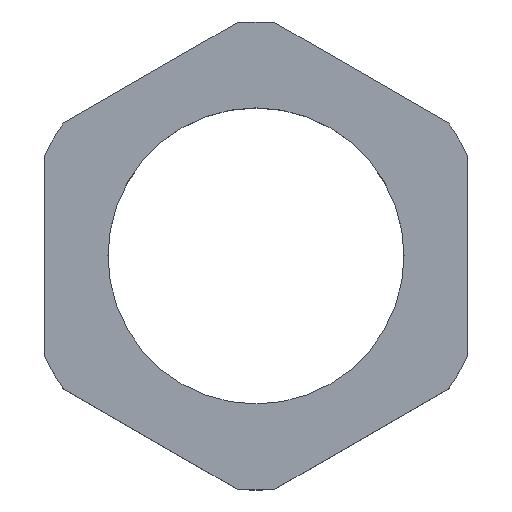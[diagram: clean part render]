
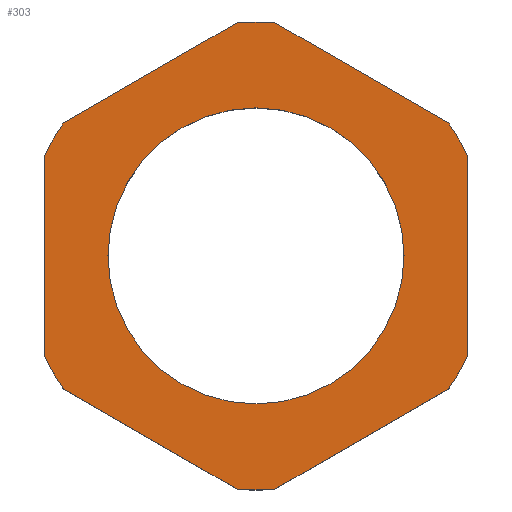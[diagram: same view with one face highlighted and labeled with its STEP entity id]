
A CAD part, top view. The second image highlights one B-rep face of the part: STEP entity #303.
In plain terms, the highlighted planar face has unit normal (0, 0, 1).
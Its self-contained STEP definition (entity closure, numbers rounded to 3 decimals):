
#2 = LINE ( 'NONE', #250, #139 ) ;
#5 = LINE ( 'NONE', #39, #430 ) ;
#7 = EDGE_CURVE ( 'NONE', #155, #422, #466, .T. ) ;
#11 = DIRECTION ( 'NONE',  ( 1., 0., 0. ) ) ;
#16 = CARTESIAN_POINT ( 'NONE',  ( -0.671, 8.273, 3. ) ) ;
#19 = CARTESIAN_POINT ( 'NONE',  ( -0.671, -8.273, 3. ) ) ;
#26 = DIRECTION ( 'NONE',  ( 0.866, -0.5, 0. ) ) ;
#27 = CARTESIAN_POINT ( 'NONE',  ( 7.5, -3.555, 3. ) ) ;
#34 = CARTESIAN_POINT ( 'NONE',  ( -0.671, 8.273, 3. ) ) ;
#38 = ORIENTED_EDGE ( 'NONE', *, *, #441, .T. ) ;
#39 = CARTESIAN_POINT ( 'NONE',  ( 6.829, 4.718, 3. ) ) ;
#50 = ORIENTED_EDGE ( 'NONE', *, *, #549, .T. ) ;
#55 = VERTEX_POINT ( 'NONE', #328 ) ;
#57 = EDGE_CURVE ( 'NONE', #149, #290, #5, .T. ) ;
#59 = VECTOR ( 'NONE', #63, 1000. ) ;
#62 = CARTESIAN_POINT ( 'NONE',  ( 0., 0., 3. ) ) ;
#63 = DIRECTION ( 'NONE',  ( -0.866, -0.5, 0. ) ) ;
#65 = DIRECTION ( 'NONE',  ( 1., 0., 0. ) ) ;
#66 = DIRECTION ( 'NONE',  ( 1., 0., 0. ) ) ;
#68 = CARTESIAN_POINT ( 'NONE',  ( 0., 0., 3. ) ) ;
#71 = LINE ( 'NONE', #362, #399 ) ;
#76 = FACE_BOUND ( 'NONE', #252, .T. ) ;
#78 = CARTESIAN_POINT ( 'NONE',  ( 6.829, 4.718, 3. ) ) ;
#79 = EDGE_CURVE ( 'NONE', #422, #529, #100, .T. ) ;
#90 = DIRECTION ( 'NONE',  ( 0., 1., 0. ) ) ;
#95 = DIRECTION ( 'NONE',  ( 1., 0., 0. ) ) ;
#97 = VECTOR ( 'NONE', #90, 1000. ) ;
#100 = CIRCLE ( 'NONE', #222, 8.3 ) ;
#108 = DIRECTION ( 'NONE',  ( 1., 0., 0. ) ) ;
#115 = CARTESIAN_POINT ( 'NONE',  ( 7.5, -3.555, 3. ) ) ;
#122 = DIRECTION ( 'NONE',  ( 0., 0., 1. ) ) ;
#126 = DIRECTION ( 'NONE',  ( -0.866, 0.5, 0. ) ) ;
#127 = VERTEX_POINT ( 'NONE', #450 ) ;
#139 = VECTOR ( 'NONE', #406, 1000. ) ;
#148 = AXIS2_PLACEMENT_3D ( 'NONE', #68, #397, #95 ) ;
#149 = VERTEX_POINT ( 'NONE', #78 ) ;
#150 = ORIENTED_EDGE ( 'NONE', *, *, #7, .T. ) ;
#155 = VERTEX_POINT ( 'NONE', #490 ) ;
#156 = DIRECTION ( 'NONE',  ( 0., 0., 1. ) ) ;
#157 = ORIENTED_EDGE ( 'NONE', *, *, #79, .T. ) ;
#158 = PLANE ( 'NONE',  #458 ) ;
#171 = DIRECTION ( 'NONE',  ( 1., 0., 0. ) ) ;
#173 = CARTESIAN_POINT ( 'NONE',  ( 0., 0., 3. ) ) ;
#176 = AXIS2_PLACEMENT_3D ( 'NONE', #536, #122, #494 ) ;
#180 = EDGE_CURVE ( 'NONE', #529, #265, #71, .T. ) ;
#181 = AXIS2_PLACEMENT_3D ( 'NONE', #437, #156, #108 ) ;
#182 = LINE ( 'NONE', #16, #59 ) ;
#190 = CIRCLE ( 'NONE', #480, 8.3 ) ;
#197 = VERTEX_POINT ( 'NONE', #115 ) ;
#203 = CARTESIAN_POINT ( 'NONE',  ( -7.5, -3.555, 3. ) ) ;
#207 = EDGE_CURVE ( 'NONE', #290, #434, #387, .T. ) ;
#208 = ORIENTED_EDGE ( 'NONE', *, *, #180, .T. ) ;
#212 = ORIENTED_EDGE ( 'NONE', *, *, #57, .T. ) ;
#213 = LINE ( 'NONE', #27, #97 ) ;
#214 = CARTESIAN_POINT ( 'NONE',  ( 0., 0., 3. ) ) ;
#216 = VERTEX_POINT ( 'NONE', #360 ) ;
#220 = DIRECTION ( 'NONE',  ( 0., -1., 0. ) ) ;
#222 = AXIS2_PLACEMENT_3D ( 'NONE', #214, #452, #171 ) ;
#234 = ORIENTED_EDGE ( 'NONE', *, *, #461, .T. ) ;
#243 = CARTESIAN_POINT ( 'NONE',  ( 0., 0., 3. ) ) ;
#245 = DIRECTION ( 'NONE',  ( 1., 0., 0. ) ) ;
#247 = CIRCLE ( 'NONE', #280, 8.3 ) ;
#249 = CARTESIAN_POINT ( 'NONE',  ( 7.5, 3.555, 3. ) ) ;
#250 = CARTESIAN_POINT ( 'NONE',  ( 0.671, -8.273, 3. ) ) ;
#252 = EDGE_LOOP ( 'NONE', ( #522, #509 ) ) ;
#253 = VECTOR ( 'NONE', #220, 1000. ) ;
#265 = VERTEX_POINT ( 'NONE', #19 ) ;
#272 = ORIENTED_EDGE ( 'NONE', *, *, #207, .T. ) ;
#273 = CARTESIAN_POINT ( 'NONE',  ( -5.25, 0., 3. ) ) ;
#278 = ORIENTED_EDGE ( 'NONE', *, *, #338, .T. ) ;
#280 = AXIS2_PLACEMENT_3D ( 'NONE', #243, #482, #356 ) ;
#281 = CARTESIAN_POINT ( 'NONE',  ( 0., 0., 3. ) ) ;
#290 = VERTEX_POINT ( 'NONE', #481 ) ;
#294 = ORIENTED_EDGE ( 'NONE', *, *, #432, .T. ) ;
#303 = ADVANCED_FACE ( 'NONE', ( #76, #404 ), #158, .T. ) ;
#308 = EDGE_CURVE ( 'NONE', #353, #127, #392, .T. ) ;
#309 = DIRECTION ( 'NONE',  ( 0., 0., 1. ) ) ;
#325 = CIRCLE ( 'NONE', #176, 8.3 ) ;
#328 = CARTESIAN_POINT ( 'NONE',  ( 0.671, -8.273, 3. ) ) ;
#338 = EDGE_CURVE ( 'NONE', #434, #382, #182, .T. ) ;
#342 = EDGE_CURVE ( 'NONE', #216, #197, #380, .T. ) ;
#344 = ORIENTED_EDGE ( 'NONE', *, *, #342, .T. ) ;
#349 = ORIENTED_EDGE ( 'NONE', *, *, #393, .T. ) ;
#351 = DIRECTION ( 'NONE',  ( 0., 0., 1. ) ) ;
#352 = DIRECTION ( 'NONE',  ( 0., 0., 1. ) ) ;
#353 = VERTEX_POINT ( 'NONE', #273 ) ;
#356 = DIRECTION ( 'NONE',  ( 1., 0., 0. ) ) ;
#360 = CARTESIAN_POINT ( 'NONE',  ( 6.829, -4.718, 3. ) ) ;
#362 = CARTESIAN_POINT ( 'NONE',  ( -6.829, -4.718, 3. ) ) ;
#380 = CIRCLE ( 'NONE', #511, 8.3 ) ;
#382 = VERTEX_POINT ( 'NONE', #475 ) ;
#387 = CIRCLE ( 'NONE', #433, 8.3 ) ;
#392 = CIRCLE ( 'NONE', #181, 5.25 ) ;
#393 = EDGE_CURVE ( 'NONE', #265, #55, #190, .T. ) ;
#395 = CARTESIAN_POINT ( 'NONE',  ( 0., 0., 3. ) ) ;
#397 = DIRECTION ( 'NONE',  ( 0., 0., 1. ) ) ;
#399 = VECTOR ( 'NONE', #26, 1000. ) ;
#404 = FACE_OUTER_BOUND ( 'NONE', #470, .T. ) ;
#406 = DIRECTION ( 'NONE',  ( 0.866, 0.5, 0. ) ) ;
#422 = VERTEX_POINT ( 'NONE', #203 ) ;
#424 = EDGE_CURVE ( 'NONE', #127, #353, #451, .T. ) ;
#430 = VECTOR ( 'NONE', #126, 1000. ) ;
#432 = EDGE_CURVE ( 'NONE', #496, #149, #325, .T. ) ;
#433 = AXIS2_PLACEMENT_3D ( 'NONE', #281, #526, #245 ) ;
#434 = VERTEX_POINT ( 'NONE', #34 ) ;
#437 = CARTESIAN_POINT ( 'NONE',  ( 0., 0., 3. ) ) ;
#441 = EDGE_CURVE ( 'NONE', #55, #216, #2, .T. ) ;
#450 = CARTESIAN_POINT ( 'NONE',  ( 5.25, 0., 3. ) ) ;
#451 = CIRCLE ( 'NONE', #148, 5.25 ) ;
#452 = DIRECTION ( 'NONE',  ( 0., 0., 1. ) ) ;
#458 = AXIS2_PLACEMENT_3D ( 'NONE', #395, #351, #65 ) ;
#461 = EDGE_CURVE ( 'NONE', #382, #155, #247, .T. ) ;
#463 = CARTESIAN_POINT ( 'NONE',  ( -6.829, -4.718, 3. ) ) ;
#466 = LINE ( 'NONE', #501, #253 ) ;
#470 = EDGE_LOOP ( 'NONE', ( #234, #150, #157, #208, #349, #38, #344, #50, #294, #212, #272, #278 ) ) ;
#475 = CARTESIAN_POINT ( 'NONE',  ( -6.829, 4.718, 3. ) ) ;
#480 = AXIS2_PLACEMENT_3D ( 'NONE', #173, #352, #66 ) ;
#481 = CARTESIAN_POINT ( 'NONE',  ( 0.671, 8.273, 3. ) ) ;
#482 = DIRECTION ( 'NONE',  ( 0., 0., 1. ) ) ;
#490 = CARTESIAN_POINT ( 'NONE',  ( -7.5, 3.555, 3. ) ) ;
#494 = DIRECTION ( 'NONE',  ( 1., 0., 0. ) ) ;
#496 = VERTEX_POINT ( 'NONE', #249 ) ;
#501 = CARTESIAN_POINT ( 'NONE',  ( -7.5, 3.555, 3. ) ) ;
#509 = ORIENTED_EDGE ( 'NONE', *, *, #308, .F. ) ;
#511 = AXIS2_PLACEMENT_3D ( 'NONE', #62, #309, #11 ) ;
#522 = ORIENTED_EDGE ( 'NONE', *, *, #424, .F. ) ;
#526 = DIRECTION ( 'NONE',  ( 0., 0., 1. ) ) ;
#529 = VERTEX_POINT ( 'NONE', #463 ) ;
#536 = CARTESIAN_POINT ( 'NONE',  ( 0., 0., 3. ) ) ;
#549 = EDGE_CURVE ( 'NONE', #197, #496, #213, .T. ) ;
